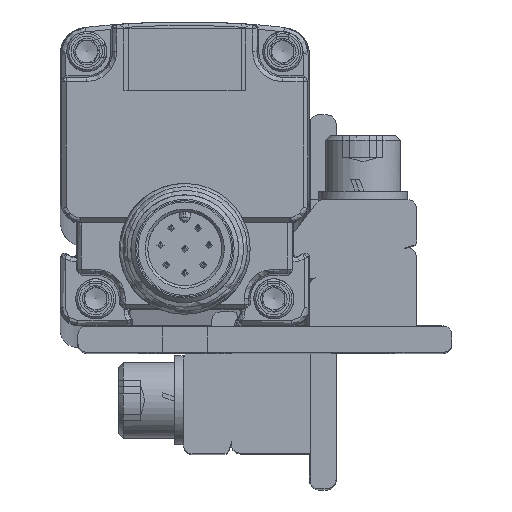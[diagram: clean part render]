
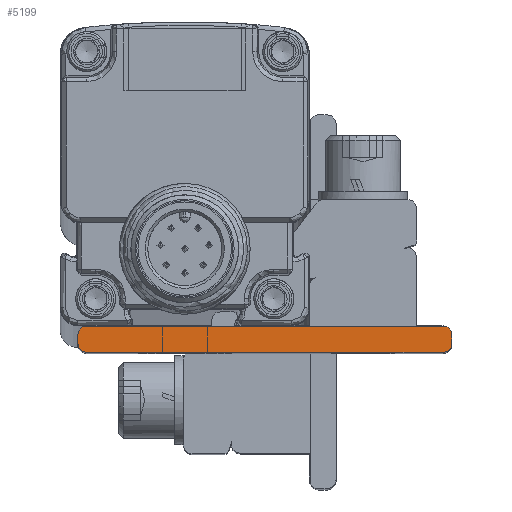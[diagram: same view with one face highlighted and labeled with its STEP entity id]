
A CAD part, top view. The second image highlights one B-rep face of the part: STEP entity #5199.
In plain terms, the highlighted planar face has unit normal (0, 0, 1).
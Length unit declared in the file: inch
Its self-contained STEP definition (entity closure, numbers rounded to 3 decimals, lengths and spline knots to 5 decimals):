
#812 = ORIENTED_EDGE ( 'NONE', *, *, #21535, .T. ) ;
#1347 = LINE ( 'NONE', #29430, #9659 ) ;
#1738 = DIRECTION ( 'NONE',  ( -1., 0., 0. ) ) ;
#2000 = EDGE_CURVE ( 'NONE', #12067, #11823, #1347, .T. ) ;
#2110 = CARTESIAN_POINT ( 'NONE',  ( -0.43307, -0.03937, 23.62205 ) ) ;
#2778 = AXIS2_PLACEMENT_3D ( 'NONE', #16709, #26203, #14366 ) ;
#2959 = CARTESIAN_POINT ( 'NONE',  ( 1.15889, -0.00394, 23.62205 ) ) ;
#3738 = DIRECTION ( 'NONE',  ( -1., 0., 0. ) ) ;
#4285 = CARTESIAN_POINT ( 'NONE',  ( 1.1811, -0.11811, 23.62205 ) ) ;
#4287 = DIRECTION ( 'NONE',  ( -1., 0., 0. ) ) ;
#4618 = CARTESIAN_POINT ( 'NONE',  ( 1.1811, -0.07874, 23.62205 ) ) ;
#5038 = CIRCLE ( 'NONE', #26469, 0.03937 ) ;
#5055 = VECTOR ( 'NONE', #17617, 39.37008 ) ;
#5199 = ADVANCED_FACE ( 'NONE', ( #30042 ), #8668, .T. ) ;
#5562 = CARTESIAN_POINT ( 'NONE',  ( -0.47244, -0.07874, 23.62205 ) ) ;
#5695 = ORIENTED_EDGE ( 'NONE', *, *, #2000, .T. ) ;
#6032 = LINE ( 'NONE', #13398, #5055 ) ;
#6210 = CARTESIAN_POINT ( 'NONE',  ( 1.1811, -0.03937, 23.62205 ) ) ;
#6465 = DIRECTION ( 'NONE',  ( 0., 0., -1. ) ) ;
#6970 = VERTEX_POINT ( 'NONE', #5562 ) ;
#7088 = VERTEX_POINT ( 'NONE', #4618 ) ;
#7954 = EDGE_CURVE ( 'NONE', #25630, #7088, #23024, .T. ) ;
#8668 = PLANE ( 'NONE',  #15763 ) ;
#8827 = CARTESIAN_POINT ( 'NONE',  ( 0.11811, 0., 23.62205 ) ) ;
#9041 = CARTESIAN_POINT ( 'NONE',  ( 0.11811, -0.00394, 23.62205 ) ) ;
#9343 = VERTEX_POINT ( 'NONE', #14666 ) ;
#9659 = VECTOR ( 'NONE', #27256, 39.37008 ) ;
#10107 = VERTEX_POINT ( 'NONE', #16347 ) ;
#10782 = EDGE_CURVE ( 'NONE', #11823, #7088, #17198, .T. ) ;
#11264 = ORIENTED_EDGE ( 'NONE', *, *, #7954, .F. ) ;
#11327 = ORIENTED_EDGE ( 'NONE', *, *, #12841, .F. ) ;
#11702 = AXIS2_PLACEMENT_3D ( 'NONE', #25440, #13607, #1738 ) ;
#11823 = VERTEX_POINT ( 'NONE', #17943 ) ;
#11840 = CARTESIAN_POINT ( 'NONE',  ( -0.43307, -0.11811, 23.62205 ) ) ;
#12067 = VERTEX_POINT ( 'NONE', #11840 ) ;
#12258 = CIRCLE ( 'NONE', #2778, 0.03937 ) ;
#12841 = EDGE_CURVE ( 'NONE', #22983, #25630, #5038, .T. ) ;
#13398 = CARTESIAN_POINT ( 'NONE',  ( -0.47244, 0., 23.62205 ) ) ;
#13588 = LINE ( 'NONE', #9041, #14475 ) ;
#13607 = DIRECTION ( 'NONE',  ( 0., 0., 1. ) ) ;
#13777 = EDGE_CURVE ( 'NONE', #9343, #10107, #18556, .T. ) ;
#14366 = DIRECTION ( 'NONE',  ( -1., 0., 0. ) ) ;
#14475 = VECTOR ( 'NONE', #3738, 39.37008 ) ;
#14666 = CARTESIAN_POINT ( 'NONE',  ( -0.47244, -0.03937, 23.62205 ) ) ;
#15282 = EDGE_CURVE ( 'NONE', #6970, #9343, #6032, .T. ) ;
#15763 = AXIS2_PLACEMENT_3D ( 'NONE', #8827, #18218, #27716 ) ;
#16347 = CARTESIAN_POINT ( 'NONE',  ( -0.45023, -0.00394, 23.62205 ) ) ;
#16563 = AXIS2_PLACEMENT_3D ( 'NONE', #2110, #6465, #4287 ) ;
#16709 = CARTESIAN_POINT ( 'NONE',  ( -0.43307, -0.07874, 23.62205 ) ) ;
#17089 = ORIENTED_EDGE ( 'NONE', *, *, #24887, .T. ) ;
#17198 = CIRCLE ( 'NONE', #11702, 0.03937 ) ;
#17617 = DIRECTION ( 'NONE',  ( 0., 1., 0. ) ) ;
#17943 = CARTESIAN_POINT ( 'NONE',  ( 1.14173, -0.11811, 23.62205 ) ) ;
#18218 = DIRECTION ( 'NONE',  ( 0., 0., 1. ) ) ;
#18556 = CIRCLE ( 'NONE', #16563, 0.03937 ) ;
#18882 = DIRECTION ( 'NONE',  ( 0., 0., -1. ) ) ;
#19037 = CARTESIAN_POINT ( 'NONE',  ( 1.14173, -0.03937, 23.62205 ) ) ;
#20893 = DIRECTION ( 'NONE',  ( -1., 0., 0. ) ) ;
#21535 = EDGE_CURVE ( 'NONE', #22983, #10107, #13588, .T. ) ;
#22983 = VERTEX_POINT ( 'NONE', #2959 ) ;
#23024 = LINE ( 'NONE', #4285, #28292 ) ;
#23785 = ORIENTED_EDGE ( 'NONE', *, *, #13777, .F. ) ;
#24887 = EDGE_CURVE ( 'NONE', #6970, #12067, #12258, .T. ) ;
#25440 = CARTESIAN_POINT ( 'NONE',  ( 1.14173, -0.07874, 23.62205 ) ) ;
#25630 = VERTEX_POINT ( 'NONE', #6210 ) ;
#25658 = DIRECTION ( 'NONE',  ( 0., -1., 0. ) ) ;
#26178 = EDGE_LOOP ( 'NONE', ( #11327, #812, #23785, #28940, #17089, #5695, #30454, #11264 ) ) ;
#26203 = DIRECTION ( 'NONE',  ( 0., 0., 1. ) ) ;
#26469 = AXIS2_PLACEMENT_3D ( 'NONE', #19037, #18882, #20893 ) ;
#27256 = DIRECTION ( 'NONE',  ( 1., 0., 0. ) ) ;
#27716 = DIRECTION ( 'NONE',  ( 1., 0., 0. ) ) ;
#28292 = VECTOR ( 'NONE', #25658, 39.37008 ) ;
#28940 = ORIENTED_EDGE ( 'NONE', *, *, #15282, .F. ) ;
#29430 = CARTESIAN_POINT ( 'NONE',  ( 0.55118, -0.11811, 23.62205 ) ) ;
#30042 = FACE_OUTER_BOUND ( 'NONE', #26178, .T. ) ;
#30454 = ORIENTED_EDGE ( 'NONE', *, *, #10782, .T. ) ;
